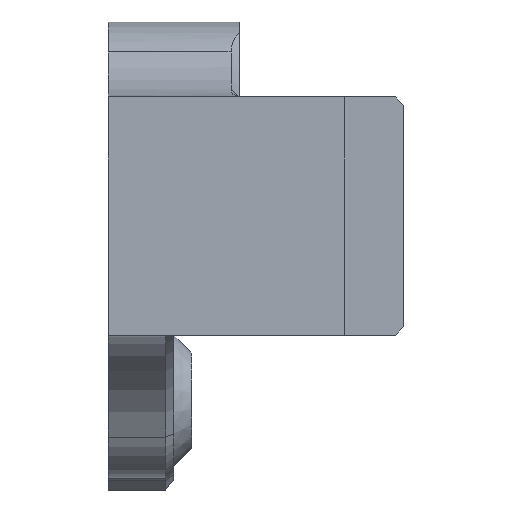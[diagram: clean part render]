
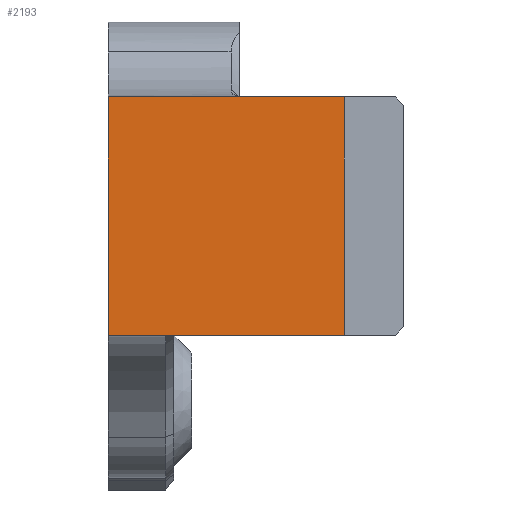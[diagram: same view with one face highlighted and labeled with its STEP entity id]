
A CAD part, left-side view. The second image highlights one B-rep face of the part: STEP entity #2193.
In plain terms, the highlighted face is planar.
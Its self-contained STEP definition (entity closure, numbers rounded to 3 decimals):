
#67 = ORIENTED_EDGE ( 'NONE', *, *, #1539, .F. ) ;
#196 = EDGE_CURVE ( 'NONE', #3898, #2366, #3475, .T. ) ;
#322 = DIRECTION ( 'NONE',  ( 0., 1., 0. ) ) ;
#545 = CARTESIAN_POINT ( 'NONE',  ( 50., -4.8, -11. ) ) ;
#826 = EDGE_CURVE ( 'NONE', #1731, #3821, #3286, .T. ) ;
#1168 = CARTESIAN_POINT ( 'NONE',  ( 50., 15.2, -11. ) ) ;
#1274 = CARTESIAN_POINT ( 'NONE',  ( 50., 15.2, 8.796 ) ) ;
#1290 = DIRECTION ( 'NONE',  ( 0., 1., 0. ) ) ;
#1336 = CARTESIAN_POINT ( 'NONE',  ( 50., -4.8, -11. ) ) ;
#1536 = ORIENTED_EDGE ( 'NONE', *, *, #826, .F. ) ;
#1539 = EDGE_CURVE ( 'NONE', #3821, #2366, #1861, .T. ) ;
#1731 = VERTEX_POINT ( 'NONE', #2891 ) ;
#1780 = DIRECTION ( 'NONE',  ( 0., 1., 0. ) ) ;
#1861 = LINE ( 'NONE', #3694, #3341 ) ;
#1894 = ORIENTED_EDGE ( 'NONE', *, *, #196, .T. ) ;
#1994 = EDGE_CURVE ( 'NONE', #3898, #1731, #3563, .T. ) ;
#2019 = AXIS2_PLACEMENT_3D ( 'NONE', #3084, #2533, #322 ) ;
#2154 = FACE_OUTER_BOUND ( 'NONE', #3251, .T. ) ;
#2193 = ADVANCED_FACE ( 'NONE', ( #2154 ), #2752, .F. ) ;
#2366 = VERTEX_POINT ( 'NONE', #1168 ) ;
#2465 = VECTOR ( 'NONE', #1780, 1000. ) ;
#2533 = DIRECTION ( 'NONE',  ( -1., 0., 0. ) ) ;
#2752 = PLANE ( 'NONE',  #2019 ) ;
#2835 = DIRECTION ( 'NONE',  ( 0., 0., -1. ) ) ;
#2891 = CARTESIAN_POINT ( 'NONE',  ( 50., -4.8, 8.796 ) ) ;
#2972 = CARTESIAN_POINT ( 'NONE',  ( 50., -27.404, 8.796 ) ) ;
#3023 = DIRECTION ( 'NONE',  ( 0., 0., 1. ) ) ;
#3084 = CARTESIAN_POINT ( 'NONE',  ( 50., -16.8, 0. ) ) ;
#3251 = EDGE_LOOP ( 'NONE', ( #67, #1536, #3370, #1894 ) ) ;
#3286 = LINE ( 'NONE', #2972, #2465 ) ;
#3341 = VECTOR ( 'NONE', #2835, 1000. ) ;
#3370 = ORIENTED_EDGE ( 'NONE', *, *, #1994, .F. ) ;
#3400 = CARTESIAN_POINT ( 'NONE',  ( 50., -16.8, -11. ) ) ;
#3475 = LINE ( 'NONE', #3400, #3663 ) ;
#3563 = LINE ( 'NONE', #545, #3719 ) ;
#3663 = VECTOR ( 'NONE', #1290, 1000. ) ;
#3694 = CARTESIAN_POINT ( 'NONE',  ( 50., 15.2, -11. ) ) ;
#3719 = VECTOR ( 'NONE', #3023, 1000. ) ;
#3821 = VERTEX_POINT ( 'NONE', #1274 ) ;
#3898 = VERTEX_POINT ( 'NONE', #1336 ) ;
